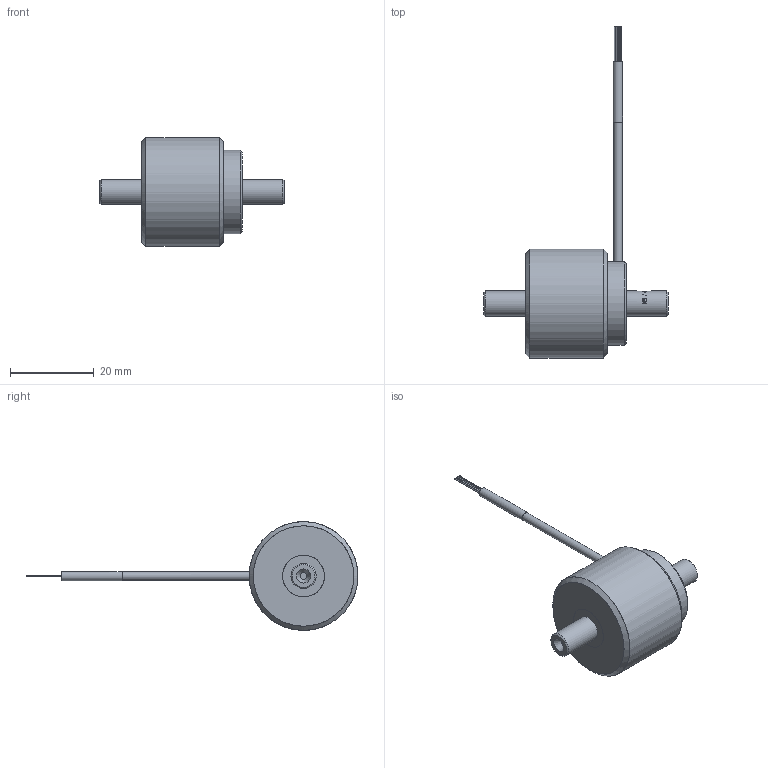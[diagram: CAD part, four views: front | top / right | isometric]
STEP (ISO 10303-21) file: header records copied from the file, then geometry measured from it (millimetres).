
FILE_DESCRIPTION (( 'STEP AP203' ), '1' );
FILE_NAME ('125-200-000-011_Part.STEP', '2017-09-13T08:39:31', ( 'magtroladmin' ), ( 'Hewlett-Packard Company' ), 'SwSTEP 2.0', 'SolidWorks 2017', '' );
FILE_SCHEMA (( 'CONFIG_CONTROL_DESIGN' ));
Length unit declared in the file: millimetre
Products named in the file (1): 125-200-000-011_Part
Bounding box: 44 x 79.25 x 26 mm (x, y, z)
Surface area: 7771.5 mm2 (no closed solid volume)
Topology: 0 solids, 15 shells, 62 faces, 486 edges, 449 vertices
Faces by surface type: cylinder 32, plane 18, cone 10, bspline 2
Full cylindrical faces by diameter (mm): 0.282 x4, 1.6 x2, 2 x1, 2.212 x1, 2.5 x1, 3 x1, 6 x2, 10 x2, 20 x2, 22 x1, 26 x2
Entity records: 5499 total; most frequent: CARTESIAN_POINT 2603, ORIENTED_EDGE 504, EDGE_CURVE 456, VERTEX_POINT 448, DIRECTION 362, B_SPLINE_CURVE_WITH_KNOTS 306, AXIS2_PLACEMENT_3D 151, EDGE_LOOP 120
